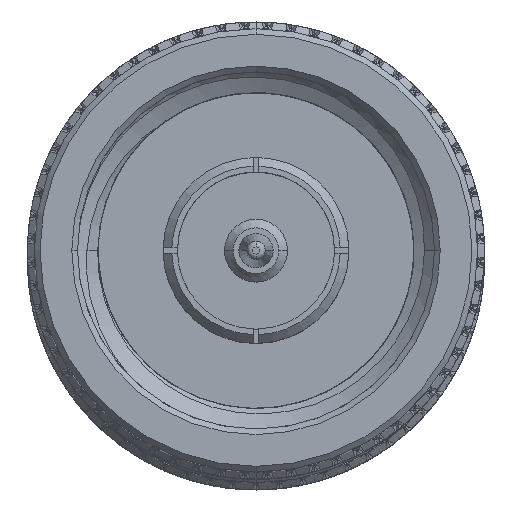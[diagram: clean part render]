
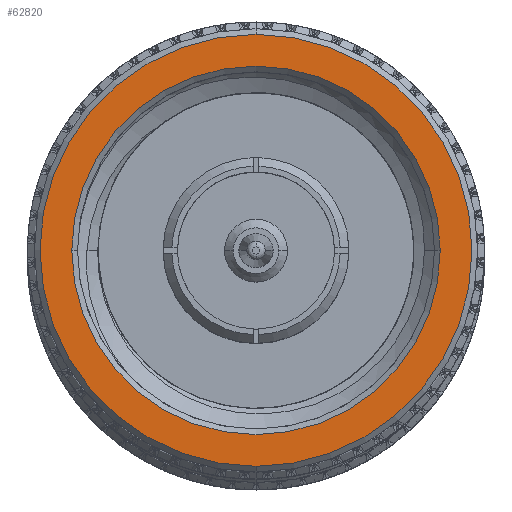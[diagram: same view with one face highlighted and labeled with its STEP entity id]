
A CAD part, top view. The second image highlights one B-rep face of the part: STEP entity #62820.
In plain terms, the highlighted face is planar.
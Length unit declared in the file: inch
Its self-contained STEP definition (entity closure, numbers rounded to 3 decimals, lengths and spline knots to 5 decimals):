
#579 = EDGE_CURVE ( 'NONE', #23380, #49562, #42609, .T. ) ;
#3521 = ORIENTED_EDGE ( 'NONE', *, *, #42150, .T. ) ;
#4028 = DIRECTION ( 'NONE',  ( -1., 0., 0. ) ) ;
#5592 = CARTESIAN_POINT ( 'NONE',  ( 0., 0., 0. ) ) ;
#6274 = CIRCLE ( 'NONE', #57721, 0.37809 ) ;
#8072 = AXIS2_PLACEMENT_3D ( 'NONE', #17962, #75689, #85643 ) ;
#10288 = CARTESIAN_POINT ( 'NONE',  ( 0., 0., 0. ) ) ;
#13414 = DIRECTION ( 'NONE',  ( 0., -1., 0. ) ) ;
#17962 = CARTESIAN_POINT ( 'NONE',  ( 0., 0., 0. ) ) ;
#23380 = VERTEX_POINT ( 'NONE', #45539 ) ;
#28095 = DIRECTION ( 'NONE',  ( 0., -1., 0. ) ) ;
#30738 = DIRECTION ( 'NONE',  ( 0., 1., 0. ) ) ;
#31443 = CARTESIAN_POINT ( 'NONE',  ( 0., 0., 0.3225 ) ) ;
#33829 = AXIS2_PLACEMENT_3D ( 'NONE', #5592, #63929, #13414 ) ;
#39227 = VERTEX_POINT ( 'NONE', #46797 ) ;
#39771 = VERTEX_POINT ( 'NONE', #87613 ) ;
#41391 = ORIENTED_EDGE ( 'NONE', *, *, #579, .T. ) ;
#42150 = EDGE_CURVE ( 'NONE', #49562, #23380, #59440, .T. ) ;
#42609 = CIRCLE ( 'NONE', #33829, 0.3225 ) ;
#44180 = DIRECTION ( 'NONE',  ( -1., 0., 0. ) ) ;
#45539 = CARTESIAN_POINT ( 'NONE',  ( 0., 0., -0.3225 ) ) ;
#46422 = ORIENTED_EDGE ( 'NONE', *, *, #86220, .T. ) ;
#46797 = CARTESIAN_POINT ( 'NONE',  ( 0., -0.37809, 0. ) ) ;
#49562 = VERTEX_POINT ( 'NONE', #31443 ) ;
#49951 = EDGE_CURVE ( 'NONE', #39227, #39771, #59666, .T. ) ;
#51098 = CARTESIAN_POINT ( 'NONE',  ( 0., 0., 0. ) ) ;
#51412 = EDGE_LOOP ( 'NONE', ( #3521, #41391 ) ) ;
#56257 = FACE_OUTER_BOUND ( 'NONE', #74258, .T. ) ;
#57721 = AXIS2_PLACEMENT_3D ( 'NONE', #10288, #44180, #28095 ) ;
#59440 = CIRCLE ( 'NONE', #8072, 0.3225 ) ;
#59666 = CIRCLE ( 'NONE', #91573, 0.37809 ) ;
#62820 = ADVANCED_FACE ( 'NONE', ( #80095, #56257 ), #81746, .T. ) ;
#63929 = DIRECTION ( 'NONE',  ( 1., 0., 0. ) ) ;
#68296 = DIRECTION ( 'NONE',  ( 0., -1., 0. ) ) ;
#74258 = EDGE_LOOP ( 'NONE', ( #46422, #94933 ) ) ;
#75198 = AXIS2_PLACEMENT_3D ( 'NONE', #106750, #4028, #30738 ) ;
#75689 = DIRECTION ( 'NONE',  ( 1., 0., 0. ) ) ;
#80095 = FACE_BOUND ( 'NONE', #51412, .T. ) ;
#81746 = PLANE ( 'NONE',  #75198 ) ;
#85643 = DIRECTION ( 'NONE',  ( 0., -1., 0. ) ) ;
#86220 = EDGE_CURVE ( 'NONE', #39771, #39227, #6274, .T. ) ;
#87613 = CARTESIAN_POINT ( 'NONE',  ( 0., 0.37809, 0. ) ) ;
#91573 = AXIS2_PLACEMENT_3D ( 'NONE', #51098, #94897, #68296 ) ;
#94897 = DIRECTION ( 'NONE',  ( -1., 0., 0. ) ) ;
#94933 = ORIENTED_EDGE ( 'NONE', *, *, #49951, .T. ) ;
#106750 = CARTESIAN_POINT ( 'NONE',  ( 0., 0.38809, 0. ) ) ;
